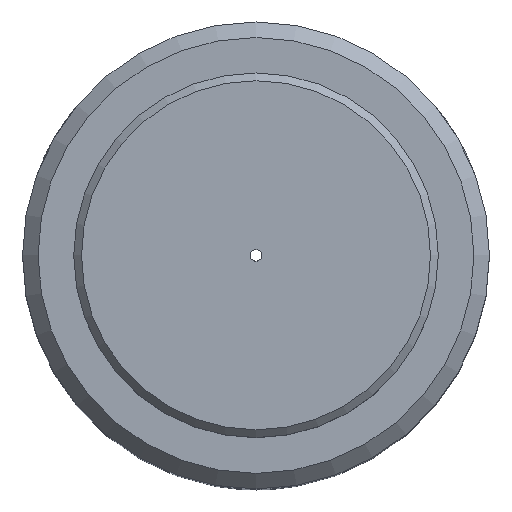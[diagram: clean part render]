
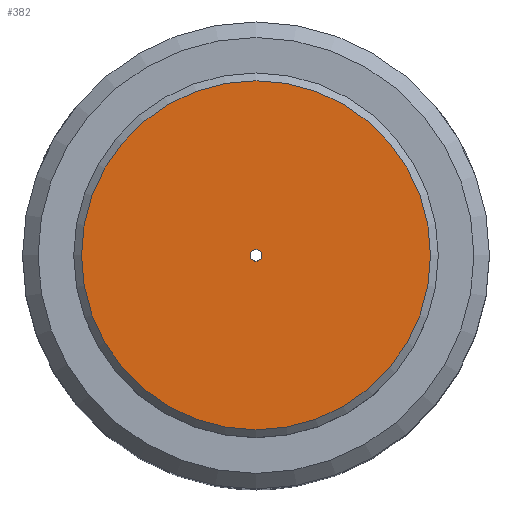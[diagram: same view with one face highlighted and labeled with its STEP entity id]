
A CAD part, top view. The second image highlights one B-rep face of the part: STEP entity #382.
In plain terms, the highlighted planar face has unit normal (0, 0, 1).
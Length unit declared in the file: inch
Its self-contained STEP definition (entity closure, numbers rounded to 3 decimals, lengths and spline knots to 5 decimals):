
#20=PLANE('',#432);
#35=FACE_BOUND('',#103,.T.);
#40=CIRCLE('',#410,0.015);
#51=CIRCLE('',#429,0.4485);
#71=FACE_OUTER_BOUND('',#102,.T.);
#102=EDGE_LOOP('',(#354));
#103=EDGE_LOOP('',(#355));
#184=VERTEX_POINT('',#1015);
#195=VERTEX_POINT('',#1051);
#229=EDGE_CURVE('',#184,#184,#40,.T.);
#246=EDGE_CURVE('',#195,#195,#51,.T.);
#354=ORIENTED_EDGE('',*,*,#246,.F.);
#355=ORIENTED_EDGE('',*,*,#229,.T.);
#382=ADVANCED_FACE('',(#71,#35),#20,.T.);
#410=AXIS2_PLACEMENT_3D('',#1016,#457,#458);
#429=AXIS2_PLACEMENT_3D('',#1052,#501,#502);
#432=AXIS2_PLACEMENT_3D('',#1058,#509,#510);
#457=DIRECTION('center_axis',(0.,0.,-1.));
#458=DIRECTION('ref_axis',(-1.,0.,0.));
#501=DIRECTION('center_axis',(0.,0.,-1.));
#502=DIRECTION('ref_axis',(-1.,0.,0.));
#509=DIRECTION('center_axis',(0.,0.,1.));
#510=DIRECTION('ref_axis',(1.,0.,0.));
#1015=CARTESIAN_POINT('',(3.32657,2.29666,1.85));
#1016=CARTESIAN_POINT('Origin',(3.31157,2.29666,1.85));
#1051=CARTESIAN_POINT('',(3.76007,2.29666,1.85));
#1052=CARTESIAN_POINT('Origin',(3.31157,2.29666,1.85));
#1058=CARTESIAN_POINT('Origin',(3.31157,2.29666,1.85));
